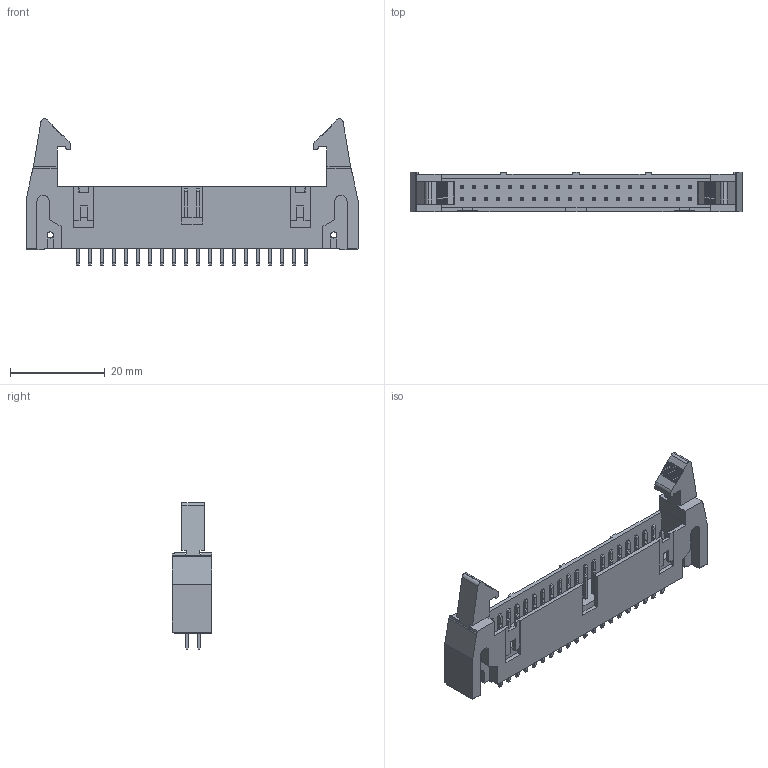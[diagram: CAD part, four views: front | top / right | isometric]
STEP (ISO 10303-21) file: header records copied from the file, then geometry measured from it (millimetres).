
FILE_DESCRIPTION(('STEP AP203'),'1');
FILE_NAME('header_awh40g-0232-t.stp','2020-09-27T19:10:47',('TraceParts'),('TraceParts S.A.'),'Spatial InterOp 3D',' ',' ');
FILE_SCHEMA(('CONFIG_CONTROL_DESIGN'));
Length unit declared in the file: millimetre
Products named in the file (1): 1
Bounding box: 70 x 8.3 x 30.9 mm (x, y, z)
Volume: 5552.7 mm3; surface area: 5724.6 mm2
Topology: 1 solids, 1 shells, 785 faces, 2115 edges, 1406 vertices
Faces by surface type: plane 727, cylinder 58
Entity records: 24231 total; most frequent: CARTESIAN_POINT 4307, ORIENTED_EDGE 4230, DIRECTION 3805, EDGE_CURVE 2115, LINE 1997, VECTOR 1997, VERTEX_POINT 1406, AXIS2_PLACEMENT_3D 904
